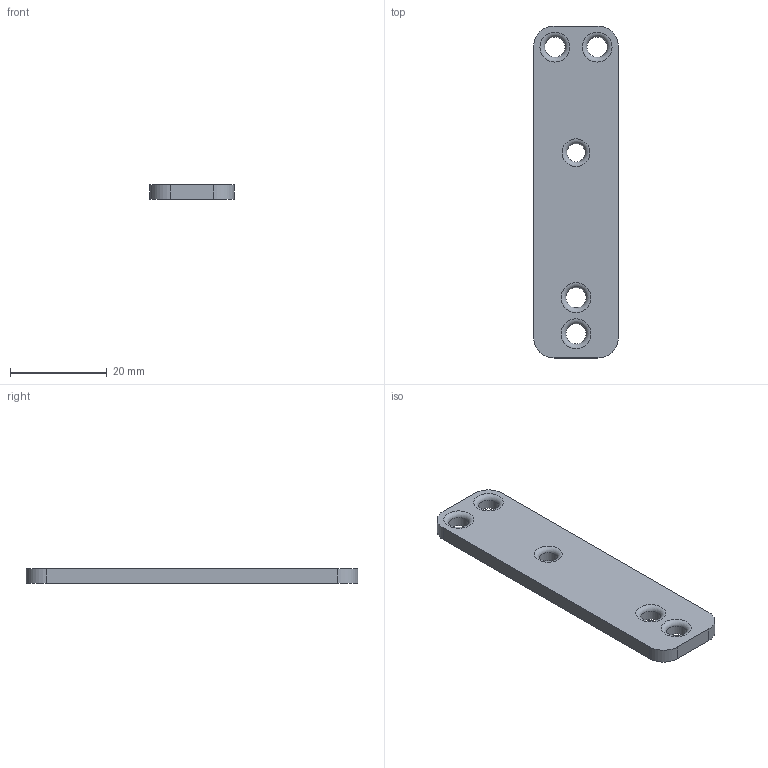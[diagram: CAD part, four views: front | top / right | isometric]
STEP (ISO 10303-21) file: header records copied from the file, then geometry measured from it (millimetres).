
FILE_DESCRIPTION(/* description */ ('STEP AP242','CAx-IF Rec.Pracs.---Representation and Presentation of Product Manufacturing Information (PMI)---4.0---2014-10-13','CAx-IF Rec.Pracs.---3D Tessellated Geometry---0.4---2014-09-14','2;1'),/* implementation_level */ '2;1');
FILE_NAME(/* name */ '688984fed5e58e2024bddcb1',/* time_stamp */ '2025-07-30T02:35:42Z',/* author */ (''),/* organization */ (''),/* preprocessor_version */ 'ST-DEVELOPER v20',/* originating_system */ 'ONSHAPE BY PTC INC, 1.201',/* authorisation */ ' ');
FILE_SCHEMA (('AP242_MANAGED_MODEL_BASED_3D_ENGINEERING_MIM_LF { 1 0 10303 442 1 1 4 }'));
Length unit declared in the file: metre
Products named in the file (1): arm (straight)
Bounding box: 17.5 x 68.78 x 3 mm (x, y, z)
Volume: 3349.6 mm3; surface area: 2907.9 mm2
Topology: 1 solids, 1 shells, 20 faces, 54 edges, 36 vertices
Faces by surface type: cylinder 9, plane 6, torus 5
Full cylindrical faces by diameter (mm): 3.8 x1, 4.2 x4
Entity records: 588 total; most frequent: DIRECTION 104, CARTESIAN_POINT 91, ORIENTED_EDGE 78, AXIS2_PLACEMENT_3D 44, EDGE_LOOP 40, FACE_BOUND 40, EDGE_CURVE 39, VERTEX_POINT 31
